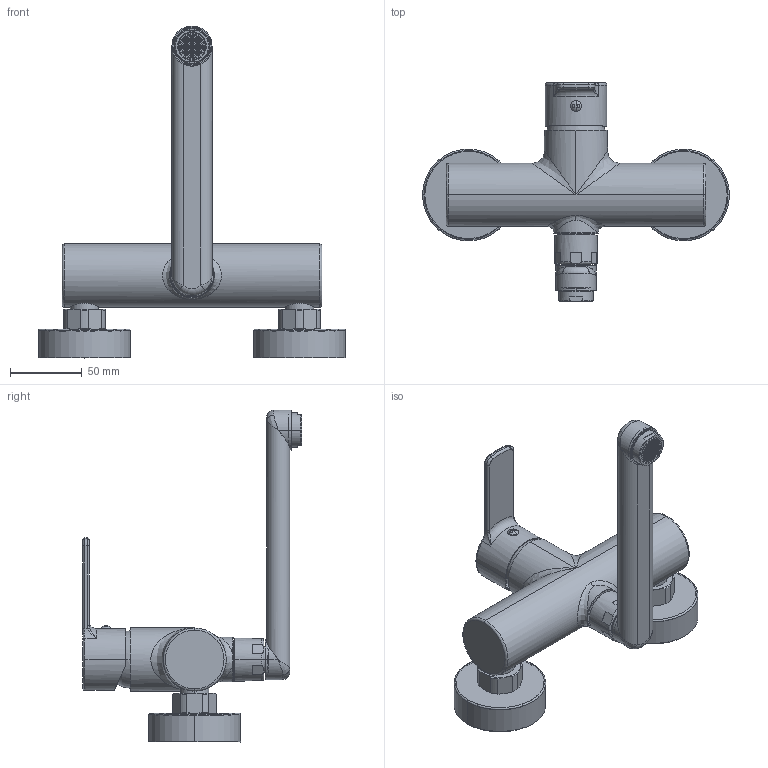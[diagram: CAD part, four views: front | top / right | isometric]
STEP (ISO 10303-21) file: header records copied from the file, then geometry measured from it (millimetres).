
FILE_DESCRIPTION((''),'2;1');
FILE_NAME('RED160CR_ASM','2023-07-04T16:07:11',('simone.bertoli'),('PAFFONI SpA'),'CREO PARAMETRIC BY PTC INC, 2022124','CREO PARAMETRIC BY PTC INC, 2022124','');
FILE_SCHEMA(('CONFIG_CONTROL_DESIGN','SHAPE_APPEARANCE_LAYERS_GROUPS'));
Length unit declared in the file: millimetre
Products named in the file (33): 3021228TO; 2081068CR; 4061213CR; 2091105CR; 2041280GR; 2092019_AF0; 5002019CR_ASM; 2081282GR_AF0; 2042833GR_AF1; 2042832GR_AF1; 5001142SAL_ASM; 2041051GR; 2092033_AF0; 2092017_AF0; 2092017_AF1; 2091289_AF0; 2091011__AF0; 5002128CR_ASM; CORPO_AERATORE; 2051009_CARTUCCIA; 2051009_GUARNIZIONE; 2051107CR_ASM; 2041045GR; 2091054; 5004023CRAE_ASM; 1000420GR; 2092033_AF1; 5003010CR_ASM; 2051002CR; 4061053GR; 2091168; 4061185CR_ASM; RED160CR_ASM
Assembly tree (35 placements, depth 4):
  RED160CR_ASM
    3021228TO
    2081068CR
    4061213CR
    2091105CR
    5002019CR_ASM
      2041280GR
      2092019_AF0
    5004023CRAE_ASM
      5001142SAL_ASM
        2081282GR_AF0
        2042833GR_AF1
        2042832GR_AF1
      5002128CR_ASM
        2041051GR
        2092033_AF0
        2092017_AF0
        2092017_AF1
        2091289_AF0
        2091011__AF0
      2051107CR_ASM
        CORPO_AERATORE
        2051009_CARTUCCIA
        2051009_GUARNIZIONE
      2041045GR
      2091054
    5003010CR_ASM  x2
      1000420GR
      2092033_AF1
    2051002CR  x2
    4061185CR_ASM  x2
      4061053GR
      2091168
Bounding box: 214 x 152.73 x 231.5 mm (x, y, z)
Volume: 205191.5 mm3; surface area: 183085.5 mm2
Topology: 32 solids, 55 shells, 2396 faces, 6578 edges, 4268 vertices
Faces by surface type: plane 1725, cylinder 359, cone 125, torus 92, bspline 65, sphere 30
Entity records: 87319 total; most frequent: CARTESIAN_POINT 19421, DIRECTION 12567, ORIENTED_EDGE 12532, EDGE_CURVE 6304, AXIS2_PLACEMENT_3D 4239, VERTEX_POINT 4102, VECTOR 4089, LINE 4089
